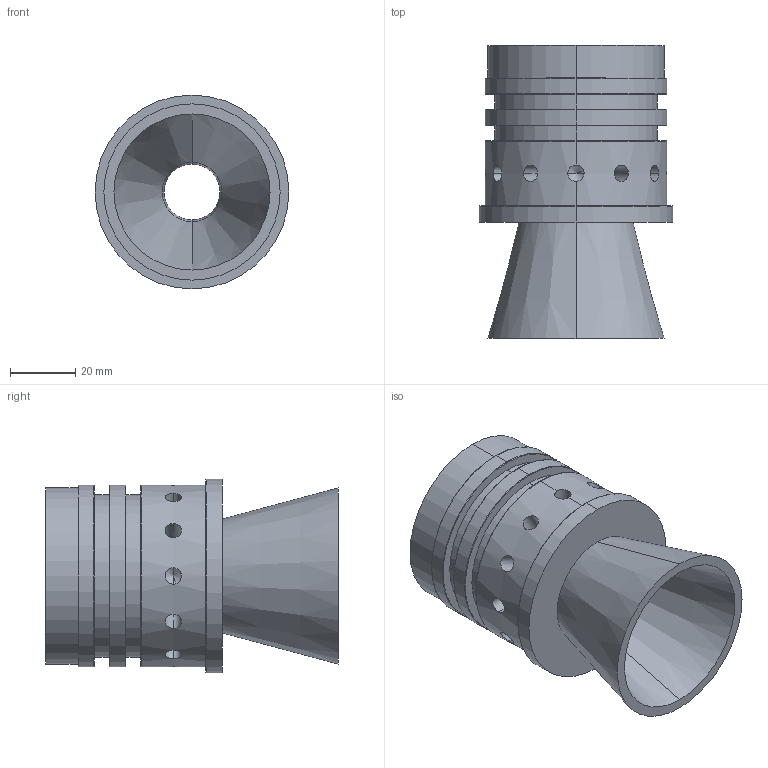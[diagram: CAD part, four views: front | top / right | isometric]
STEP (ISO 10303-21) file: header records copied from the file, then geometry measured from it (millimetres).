
FILE_DESCRIPTION (( 'STEP AP214' ), '1' );
FILE_NAME ('Tuyère V3.STEP', '2021-06-01T14:27:25', ( '' ), ( '' ), 'SwSTEP 2.0', 'SolidWorks 2020', '' );
FILE_SCHEMA (( 'AUTOMOTIVE_DESIGN' ));
Length unit declared in the file: millimetre
Products named in the file (1): Tuyère V3
Bounding box: 59.44 x 89.87 x 59.44 mm (x, y, z)
Volume: 99100.6 mm3; surface area: 32029.6 mm2
Topology: 1 solids, 1 shells, 99 faces, 228 edges, 124 vertices
Faces by surface type: cylinder 40, cone 30, torus 18, plane 9, bspline 2
Entity records: 4102 total; most frequent: CARTESIAN_POINT 1698, DIRECTION 464, ORIENTED_EDGE 408, EDGE_CURVE 204, AXIS2_PLACEMENT_3D 196, VERTEX_POINT 124, EDGE_LOOP 118, ADVANCED_FACE 99
